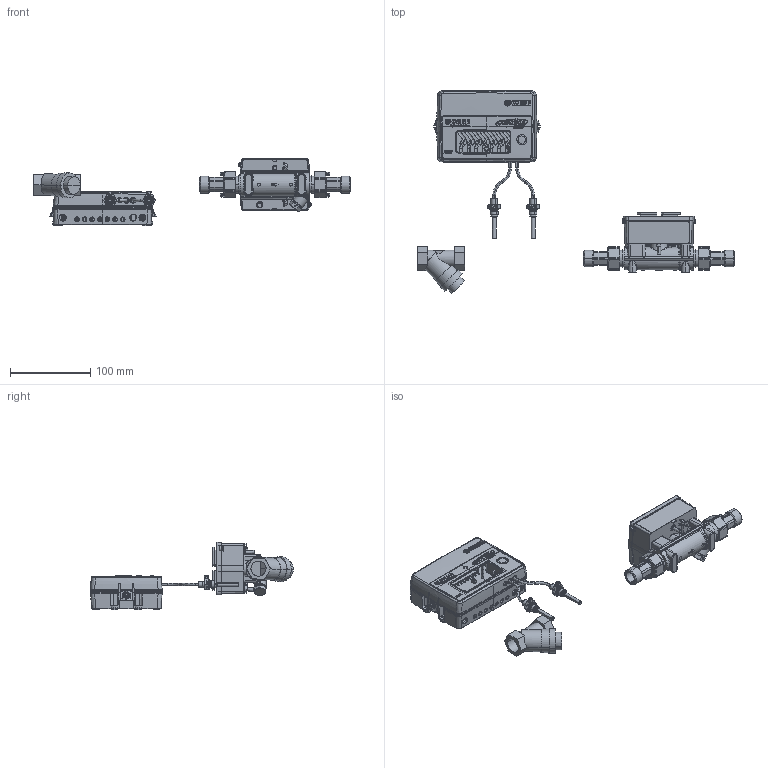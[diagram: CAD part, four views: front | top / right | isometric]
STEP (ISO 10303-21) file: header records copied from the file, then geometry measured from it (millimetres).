
FILE_DESCRIPTION(('CATIA V5 STEP Exchange','CAx-IF Rec.Pracs.--- Model Styling and Organization---1.5--- 2016-08-15','CAx-IF Rec.Pracs.---Supplemental Geometry---1.0---2011-11-01','CAx-IF Rec.Pracs.--- Composite Materials ---3.4---2017-06-13','CAx-IF Rec.Pracs.---Tessellated 3D Geometry---1.0---2015-12-17'),'2;1');
FILE_NAME('STEP_750704_-_TST.stp','2023-07-05T12:30:08+00:00',('none'),('none'),'CATIA Version 5-6 Release 2020 SP5','CATIA V5 STEP AP242 v2','none');
FILE_SCHEMA(('AP242_MANAGED_MODEL_BASED_3D_ENGINEERING_MIM_LF {1 0 10303 442 1 1 4}'));
Products named in the file (1): 750704 - TST
Bounding box: 394.65 x 252.38 x 83.88 mm (x, y, z)
Volume: 431771.4 mm3; surface area: 167378.2 mm2
Topology: 24 solids, 78 shells, 7823 faces, 19746 edges, 11929 vertices
Faces by surface type: cylinder 1833, bspline 1789, plane 1724, torus 1068, cone 605, extrusion 534, sphere 258, revolution 12
Entity records: 336387 total; most frequent: CARTESIAN_POINT 178682, ORIENTED_EDGE 38257, DIRECTION 20860, EDGE_CURVE 19448, VERTEX_POINT 11929, AXIS2_PLACEMENT_3D 9465, B_SPLINE_CURVE_WITH_KNOTS 8856, EDGE_LOOP 8160
